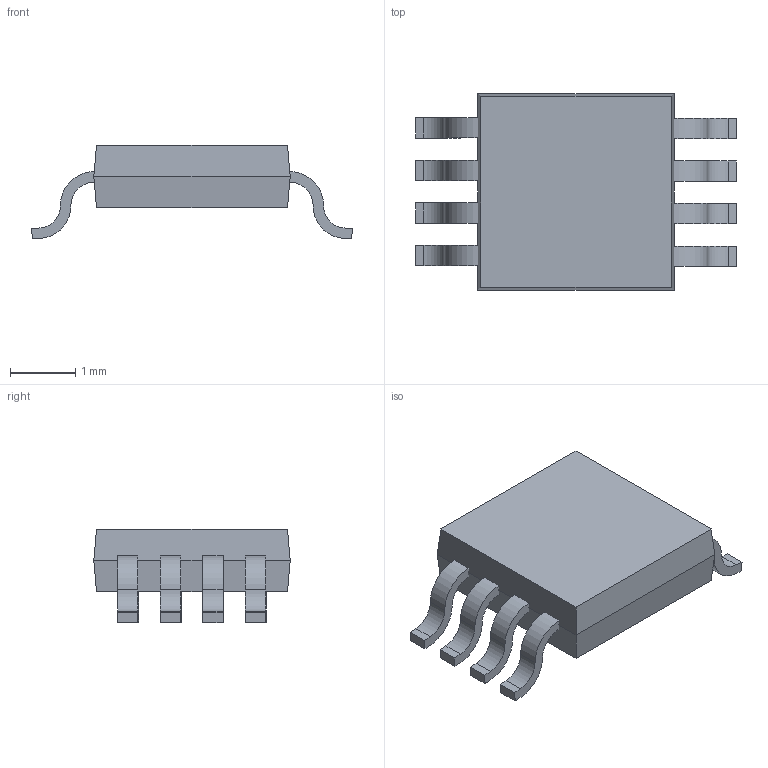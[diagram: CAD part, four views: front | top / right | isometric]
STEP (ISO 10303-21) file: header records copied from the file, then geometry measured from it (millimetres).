
FILE_DESCRIPTION(('FreeCAD Model'),'2;1');
FILE_NAME('MSOP-8.step', '2020-11-04T15:55:51',('kicad StepUp'),('ksu MCAD'), 'Open CASCADE STEP processor 7.3','FreeCAD','Unknown');
FILE_SCHEMA(('AUTOMOTIVE_DESIGN { 1 0 10303 214 1 1 1 1 }'));
Length unit declared in the file: millimetre
Products named in the file (1): MSOP-8
Bounding box: 4.9 x 3 x 1.44 mm (x, y, z)
Volume: 9 mm3; surface area: 58.1 mm2
Topology: 10 solids, 10 shells, 92 faces, 216 edges, 144 vertices
Faces by surface type: plane 60, cylinder 32
Entity records: 3375 total; most frequent: DIRECTION 466, CARTESIAN_POINT 453, ORIENTED_EDGE 432, EDGE_CURVE 216, AXIS2_PLACEMENT_3D 157, LINE 152, VECTOR 152, VERTEX_POINT 144
